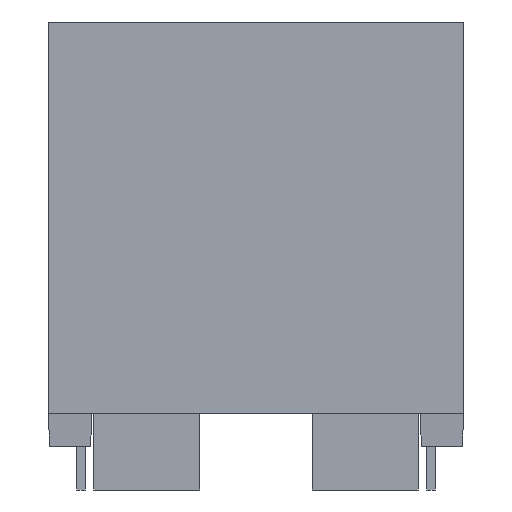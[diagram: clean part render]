
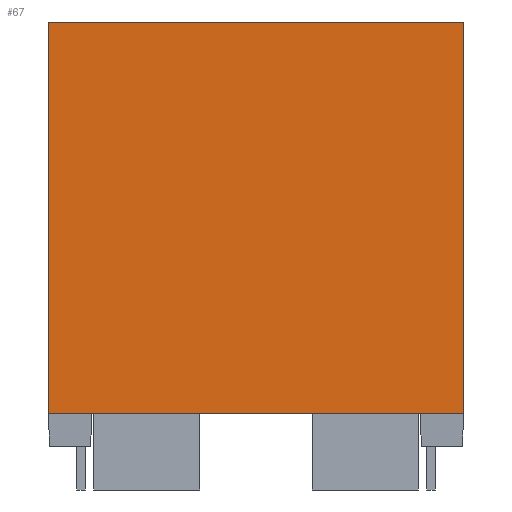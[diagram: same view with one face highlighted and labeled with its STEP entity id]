
A CAD part, front view. The second image highlights one B-rep face of the part: STEP entity #67.
In plain terms, the highlighted planar face has unit normal (0, -1, 0).
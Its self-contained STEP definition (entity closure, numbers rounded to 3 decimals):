
#67 = ADVANCED_FACE ( 'NONE', ( #2030 ), #810, .F. ) ;
#810 = PLANE ( 'NONE',  #13358 ) ;
#953 = CARTESIAN_POINT ( 'NONE',  ( -19., -16.5, 38.8 ) ) ;
#1015 = DIRECTION ( 'NONE',  ( 1., 0., 0. ) ) ;
#1058 = ORIENTED_EDGE ( 'NONE', *, *, #14030, .F. ) ;
#1662 = VECTOR ( 'NONE', #1015, 1000. ) ;
#1831 = CARTESIAN_POINT ( 'NONE',  ( 15., -16.5, 3. ) ) ;
#2030 = FACE_OUTER_BOUND ( 'NONE', #5884, .T. ) ;
#2342 = DIRECTION ( 'NONE',  ( 1., 0., 0. ) ) ;
#2366 = EDGE_CURVE ( 'NONE', #8429, #8249, #5529, .T. ) ;
#2367 = LINE ( 'NONE', #7438, #3539 ) ;
#2801 = CARTESIAN_POINT ( 'NONE',  ( -19., -16.5, 3. ) ) ;
#3127 = CARTESIAN_POINT ( 'NONE',  ( -19., -16.5, 38.8 ) ) ;
#3173 = CARTESIAN_POINT ( 'NONE',  ( 19., -16.5, 38.8 ) ) ;
#3285 = VECTOR ( 'NONE', #12808, 1000. ) ;
#3335 = ORIENTED_EDGE ( 'NONE', *, *, #8397, .F. ) ;
#3539 = VECTOR ( 'NONE', #4337, 1000. ) ;
#4245 = VECTOR ( 'NONE', #2342, 1000. ) ;
#4254 = VERTEX_POINT ( 'NONE', #8885 ) ;
#4337 = DIRECTION ( 'NONE',  ( 0., 0., -1. ) ) ;
#4692 = DIRECTION ( 'NONE',  ( -1., 0., 0. ) ) ;
#4774 = VERTEX_POINT ( 'NONE', #3173 ) ;
#4908 = ORIENTED_EDGE ( 'NONE', *, *, #2366, .T. ) ;
#5204 = LINE ( 'NONE', #2801, #3285 ) ;
#5529 = LINE ( 'NONE', #3127, #7307 ) ;
#5573 = DIRECTION ( 'NONE',  ( 0., 1., 0. ) ) ;
#5749 = LINE ( 'NONE', #10234, #11025 ) ;
#5831 = LINE ( 'NONE', #7718, #1662 ) ;
#5884 = EDGE_LOOP ( 'NONE', ( #6271, #6392, #1058, #11541, #3335, #4908 ) ) ;
#6271 = ORIENTED_EDGE ( 'NONE', *, *, #7275, .T. ) ;
#6392 = ORIENTED_EDGE ( 'NONE', *, *, #6557, .T. ) ;
#6557 = EDGE_CURVE ( 'NONE', #14449, #13401, #5204, .T. ) ;
#6580 = DIRECTION ( 'NONE',  ( 0., 0., 1. ) ) ;
#7190 = CARTESIAN_POINT ( 'NONE',  ( -19., -16.5, 3. ) ) ;
#7275 = EDGE_CURVE ( 'NONE', #8249, #14449, #5831, .T. ) ;
#7307 = VECTOR ( 'NONE', #10830, 1000. ) ;
#7438 = CARTESIAN_POINT ( 'NONE',  ( 19., -16.5, 38.8 ) ) ;
#7718 = CARTESIAN_POINT ( 'NONE',  ( -19., -16.5, 3. ) ) ;
#7753 = CARTESIAN_POINT ( 'NONE',  ( -19., -16.5, 38.8 ) ) ;
#8249 = VERTEX_POINT ( 'NONE', #7190 ) ;
#8378 = EDGE_CURVE ( 'NONE', #4774, #4254, #2367, .T. ) ;
#8397 = EDGE_CURVE ( 'NONE', #8429, #4774, #10594, .T. ) ;
#8429 = VERTEX_POINT ( 'NONE', #13306 ) ;
#8885 = CARTESIAN_POINT ( 'NONE',  ( 19., -16.5, 3. ) ) ;
#9084 = CARTESIAN_POINT ( 'NONE',  ( -15., -16.5, 3. ) ) ;
#10234 = CARTESIAN_POINT ( 'NONE',  ( 19., -16.5, 3. ) ) ;
#10594 = LINE ( 'NONE', #7753, #4245 ) ;
#10830 = DIRECTION ( 'NONE',  ( 0., 0., -1. ) ) ;
#11025 = VECTOR ( 'NONE', #4692, 1000. ) ;
#11541 = ORIENTED_EDGE ( 'NONE', *, *, #8378, .F. ) ;
#12808 = DIRECTION ( 'NONE',  ( 1., 0., 0. ) ) ;
#13306 = CARTESIAN_POINT ( 'NONE',  ( -19., -16.5, 38.8 ) ) ;
#13358 = AXIS2_PLACEMENT_3D ( 'NONE', #953, #5573, #6580 ) ;
#13401 = VERTEX_POINT ( 'NONE', #1831 ) ;
#14030 = EDGE_CURVE ( 'NONE', #4254, #13401, #5749, .T. ) ;
#14449 = VERTEX_POINT ( 'NONE', #9084 ) ;
